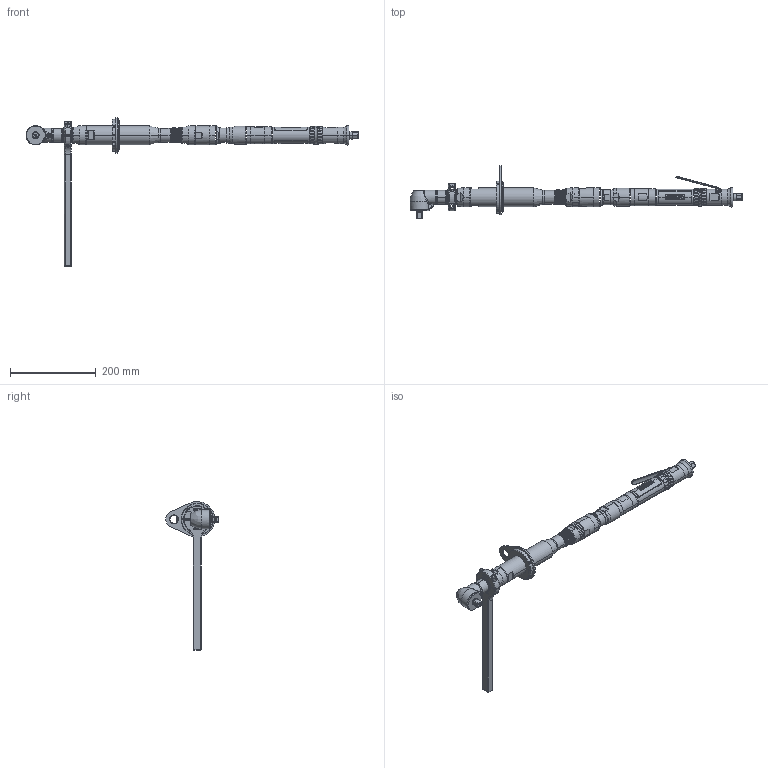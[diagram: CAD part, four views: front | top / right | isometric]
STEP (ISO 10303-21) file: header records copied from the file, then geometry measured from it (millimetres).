
FILE_DESCRIPTION((''),'2;1');
FILE_NAME('AA33LA22A-118E10','2012-06-12T',('MAM0508'),(''),'PRO/ENGINEER BY PARAMETRIC TECHNOLOGY CORPORATION, 2010430','PRO/ENGINEER BY PARAMETRIC TECHNOLOGY CORPORATION, 2010430','');
FILE_SCHEMA(('CONFIG_CONTROL_DESIGN'));
Length unit declared in the file: inch
Products named in the file (1): AA33LA22A-118E10
Bounding box: 772.14 x 121.6 x 345.95 mm (x, y, z)
Surface area: 166734.4 mm2 (no closed solid volume)
Topology: 0 solids, 283 shells, 871 faces, 4478 edges, 3764 vertices
Faces by surface type: cylinder 464, plane 258, cone 80, torus 39, bspline 30
Entity records: 52239 total; most frequent: CARTESIAN_POINT 20770, DIRECTION 5822, ORIENTED_EDGE 5496, EDGE_CURVE 4478, VERTEX_POINT 3764, AXIS2_PLACEMENT_3D 2101, VECTOR 1620, LINE 1620
